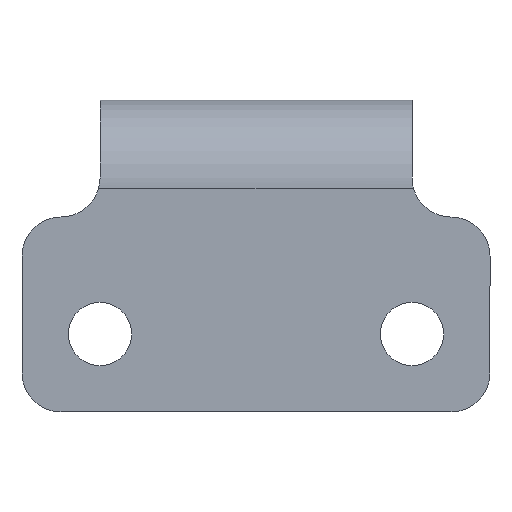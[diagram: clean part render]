
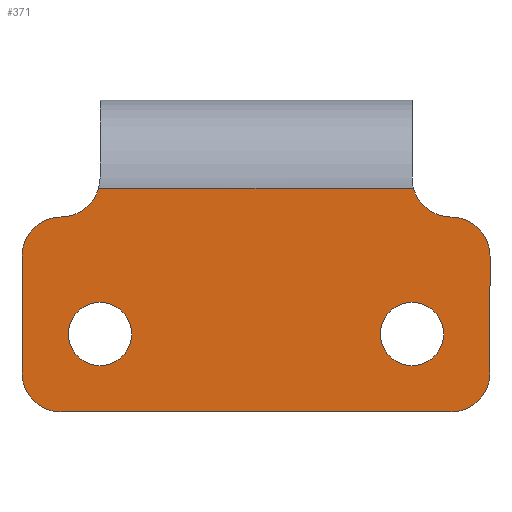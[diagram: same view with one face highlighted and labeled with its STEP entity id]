
A CAD part, front view. The second image highlights one B-rep face of the part: STEP entity #371.
In plain terms, the highlighted planar face has unit normal (0, -1, 0).
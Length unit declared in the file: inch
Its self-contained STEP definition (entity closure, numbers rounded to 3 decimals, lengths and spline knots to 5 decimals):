
#4 = EDGE_CURVE ( 'NONE', #462, #251, #13, .T. ) ;
#9 = AXIS2_PLACEMENT_3D ( 'NONE', #190, #681, #537 ) ;
#13 = LINE ( 'NONE', #332, #419 ) ;
#16 = DIRECTION ( 'NONE',  ( 0., 0., 1. ) ) ;
#21 = CARTESIAN_POINT ( 'NONE',  ( 2.75, 0., -0.75 ) ) ;
#24 = FACE_OUTER_BOUND ( 'NONE', #59, .T. ) ;
#27 = VERTEX_POINT ( 'NONE', #21 ) ;
#29 = CARTESIAN_POINT ( 'NONE',  ( 3., 0., 0. ) ) ;
#41 = DIRECTION ( 'NONE',  ( 0., -1., 0. ) ) ;
#42 = VERTEX_POINT ( 'NONE', #752 ) ;
#57 = ORIENTED_EDGE ( 'NONE', *, *, #900, .T. ) ;
#59 = EDGE_LOOP ( 'NONE', ( #512, #57, #191, #808, #654, #456, #600, #724, #469, #503 ) ) ;
#66 = CARTESIAN_POINT ( 'NONE',  ( 3., 0., -2. ) ) ;
#73 = AXIS2_PLACEMENT_3D ( 'NONE', #686, #41, #400 ) ;
#78 = AXIS2_PLACEMENT_3D ( 'NONE', #564, #136, #361 ) ;
#88 = ORIENTED_EDGE ( 'NONE', *, *, #180, .F. ) ;
#89 = DIRECTION ( 'NONE',  ( 0., -1., 0. ) ) ;
#90 = VERTEX_POINT ( 'NONE', #420 ) ;
#104 = VERTEX_POINT ( 'NONE', #276 ) ;
#121 = AXIS2_PLACEMENT_3D ( 'NONE', #723, #89, #385 ) ;
#127 = AXIS2_PLACEMENT_3D ( 'NONE', #653, #891, #383 ) ;
#130 = ORIENTED_EDGE ( 'NONE', *, *, #856, .F. ) ;
#136 = DIRECTION ( 'NONE',  ( 0., -1., 0. ) ) ;
#139 = CIRCLE ( 'NONE', #297, 0.25 ) ;
#140 = EDGE_CURVE ( 'NONE', #347, #104, #820, .T. ) ;
#159 = EDGE_LOOP ( 'NONE', ( #624, #88 ) ) ;
#169 = EDGE_CURVE ( 'NONE', #42, #204, #907, .T. ) ;
#173 = LINE ( 'NONE', #877, #689 ) ;
#175 = ORIENTED_EDGE ( 'NONE', *, *, #745, .F. ) ;
#179 = DIRECTION ( 'NONE',  ( 0., 0., 1. ) ) ;
#180 = EDGE_CURVE ( 'NONE', #423, #257, #418, .T. ) ;
#189 = CARTESIAN_POINT ( 'NONE',  ( 3., 0., 0. ) ) ;
#190 = CARTESIAN_POINT ( 'NONE',  ( 2.75, 0., -1.75 ) ) ;
#191 = ORIENTED_EDGE ( 'NONE', *, *, #169, .F. ) ;
#192 = VECTOR ( 'NONE', #207, 39.37008 ) ;
#197 = AXIS2_PLACEMENT_3D ( 'NONE', #647, #368, #16 ) ;
#204 = VERTEX_POINT ( 'NONE', #837 ) ;
#207 = DIRECTION ( 'NONE',  ( -1., 0., 0. ) ) ;
#229 = DIRECTION ( 'NONE',  ( 0., -1., 0. ) ) ;
#234 = CARTESIAN_POINT ( 'NONE',  ( 0.25, 0., -1. ) ) ;
#245 = CARTESIAN_POINT ( 'NONE',  ( 0.25, 0., -0.75 ) ) ;
#249 = EDGE_CURVE ( 'NONE', #257, #423, #499, .T. ) ;
#251 = VERTEX_POINT ( 'NONE', #295 ) ;
#257 = VERTEX_POINT ( 'NONE', #702 ) ;
#276 = CARTESIAN_POINT ( 'NONE',  ( 3., 0., -1.75 ) ) ;
#284 = EDGE_CURVE ( 'NONE', #378, #462, #139, .T. ) ;
#289 = DIRECTION ( 'NONE',  ( 0., 0., -1. ) ) ;
#295 = CARTESIAN_POINT ( 'NONE',  ( 0., 0., -1.75 ) ) ;
#297 = AXIS2_PLACEMENT_3D ( 'NONE', #234, #229, #587 ) ;
#313 = AXIS2_PLACEMENT_3D ( 'NONE', #634, #430, #289 ) ;
#320 = CIRCLE ( 'NONE', #197, 0.25 ) ;
#332 = CARTESIAN_POINT ( 'NONE',  ( 0., 0., 0. ) ) ;
#347 = VERTEX_POINT ( 'NONE', #381 ) ;
#361 = DIRECTION ( 'NONE',  ( 0., 0., -1. ) ) ;
#368 = DIRECTION ( 'NONE',  ( 0., 1., 0. ) ) ;
#371 = ADVANCED_FACE ( 'NONE', ( #737, #661, #24 ), #594, .F. ) ;
#378 = VERTEX_POINT ( 'NONE', #245 ) ;
#381 = CARTESIAN_POINT ( 'NONE',  ( 3., 0., -1. ) ) ;
#383 = DIRECTION ( 'NONE',  ( 0., 0., 1. ) ) ;
#385 = DIRECTION ( 'NONE',  ( 0., 0., -1. ) ) ;
#389 = EDGE_CURVE ( 'NONE', #777, #90, #173, .T. ) ;
#400 = DIRECTION ( 'NONE',  ( 0., 0., 1. ) ) ;
#418 = CIRCLE ( 'NONE', #78, 0.2031 ) ;
#419 = VECTOR ( 'NONE', #811, 39.37008 ) ;
#420 = CARTESIAN_POINT ( 'NONE',  ( 0.4914, 0., -0.565 ) ) ;
#423 = VERTEX_POINT ( 'NONE', #786 ) ;
#430 = DIRECTION ( 'NONE',  ( 0., -1., 0. ) ) ;
#437 = EDGE_CURVE ( 'NONE', #347, #27, #761, .T. ) ;
#444 = CARTESIAN_POINT ( 'NONE',  ( 2.5086, 0., -0.565 ) ) ;
#448 = VERTEX_POINT ( 'NONE', #711 ) ;
#451 = AXIS2_PLACEMENT_3D ( 'NONE', #639, #579, #861 ) ;
#456 = ORIENTED_EDGE ( 'NONE', *, *, #437, .T. ) ;
#462 = VERTEX_POINT ( 'NONE', #845 ) ;
#467 = DIRECTION ( 'NONE',  ( -1., 0., 0. ) ) ;
#469 = ORIENTED_EDGE ( 'NONE', *, *, #506, .T. ) ;
#476 = DIRECTION ( 'NONE',  ( 0., 0., -1. ) ) ;
#483 = CIRCLE ( 'NONE', #73, 0.25 ) ;
#499 = CIRCLE ( 'NONE', #313, 0.2031 ) ;
#503 = ORIENTED_EDGE ( 'NONE', *, *, #284, .T. ) ;
#506 = EDGE_CURVE ( 'NONE', #90, #378, #530, .T. ) ;
#512 = ORIENTED_EDGE ( 'NONE', *, *, #4, .T. ) ;
#530 = CIRCLE ( 'NONE', #127, 0.25 ) ;
#532 = VECTOR ( 'NONE', #476, 39.37008 ) ;
#537 = DIRECTION ( 'NONE',  ( 0., 0., 1. ) ) ;
#559 = CARTESIAN_POINT ( 'NONE',  ( 2.75, 0., -1. ) ) ;
#560 = EDGE_LOOP ( 'NONE', ( #175, #130 ) ) ;
#564 = CARTESIAN_POINT ( 'NONE',  ( 0.5, 0., -1.5 ) ) ;
#579 = DIRECTION ( 'NONE',  ( 0., -1., 0. ) ) ;
#587 = DIRECTION ( 'NONE',  ( 0., 0., 1. ) ) ;
#594 = PLANE ( 'NONE',  #905 ) ;
#600 = ORIENTED_EDGE ( 'NONE', *, *, #678, .T. ) ;
#616 = VERTEX_POINT ( 'NONE', #769 ) ;
#624 = ORIENTED_EDGE ( 'NONE', *, *, #249, .F. ) ;
#634 = CARTESIAN_POINT ( 'NONE',  ( 0.5, 0., -1.5 ) ) ;
#639 = CARTESIAN_POINT ( 'NONE',  ( 2.5, 0., -1.5 ) ) ;
#647 = CARTESIAN_POINT ( 'NONE',  ( 2.75, 0., -0.5 ) ) ;
#653 = CARTESIAN_POINT ( 'NONE',  ( 0.25, 0., -0.5 ) ) ;
#654 = ORIENTED_EDGE ( 'NONE', *, *, #140, .F. ) ;
#661 = FACE_BOUND ( 'NONE', #560, .T. ) ;
#678 = EDGE_CURVE ( 'NONE', #27, #777, #320, .T. ) ;
#679 = CIRCLE ( 'NONE', #121, 0.2031 ) ;
#681 = DIRECTION ( 'NONE',  ( 0., -1., 0. ) ) ;
#682 = CIRCLE ( 'NONE', #451, 0.2031 ) ;
#686 = CARTESIAN_POINT ( 'NONE',  ( 0.25, 0., -1.75 ) ) ;
#689 = VECTOR ( 'NONE', #467, 39.37008 ) ;
#702 = CARTESIAN_POINT ( 'NONE',  ( 0.5, 0., -1.7031 ) ) ;
#711 = CARTESIAN_POINT ( 'NONE',  ( 2.5, 0., -1.7031 ) ) ;
#723 = CARTESIAN_POINT ( 'NONE',  ( 2.5, 0., -1.5 ) ) ;
#724 = ORIENTED_EDGE ( 'NONE', *, *, #389, .T. ) ;
#730 = AXIS2_PLACEMENT_3D ( 'NONE', #559, #853, #842 ) ;
#737 = FACE_BOUND ( 'NONE', #159, .T. ) ;
#745 = EDGE_CURVE ( 'NONE', #448, #616, #682, .T. ) ;
#752 = CARTESIAN_POINT ( 'NONE',  ( 2.75, 0., -2. ) ) ;
#761 = CIRCLE ( 'NONE', #730, 0.25 ) ;
#769 = CARTESIAN_POINT ( 'NONE',  ( 2.5, 0., -1.2969 ) ) ;
#777 = VERTEX_POINT ( 'NONE', #444 ) ;
#786 = CARTESIAN_POINT ( 'NONE',  ( 0.5, 0., -1.2969 ) ) ;
#808 = ORIENTED_EDGE ( 'NONE', *, *, #918, .T. ) ;
#811 = DIRECTION ( 'NONE',  ( 0., 0., -1. ) ) ;
#820 = LINE ( 'NONE', #189, #532 ) ;
#837 = CARTESIAN_POINT ( 'NONE',  ( 0.25, 0., -2. ) ) ;
#842 = DIRECTION ( 'NONE',  ( 0., 0., 1. ) ) ;
#845 = CARTESIAN_POINT ( 'NONE',  ( 0., 0., -1. ) ) ;
#853 = DIRECTION ( 'NONE',  ( 0., -1., 0. ) ) ;
#856 = EDGE_CURVE ( 'NONE', #616, #448, #679, .T. ) ;
#861 = DIRECTION ( 'NONE',  ( 0., 0., -1. ) ) ;
#874 = DIRECTION ( 'NONE',  ( 0., 1., 0. ) ) ;
#877 = CARTESIAN_POINT ( 'NONE',  ( 3., 0., -0.565 ) ) ;
#891 = DIRECTION ( 'NONE',  ( 0., 1., 0. ) ) ;
#900 = EDGE_CURVE ( 'NONE', #251, #204, #483, .T. ) ;
#905 = AXIS2_PLACEMENT_3D ( 'NONE', #29, #874, #179 ) ;
#907 = LINE ( 'NONE', #66, #192 ) ;
#909 = CIRCLE ( 'NONE', #9, 0.25 ) ;
#918 = EDGE_CURVE ( 'NONE', #42, #104, #909, .T. ) ;
